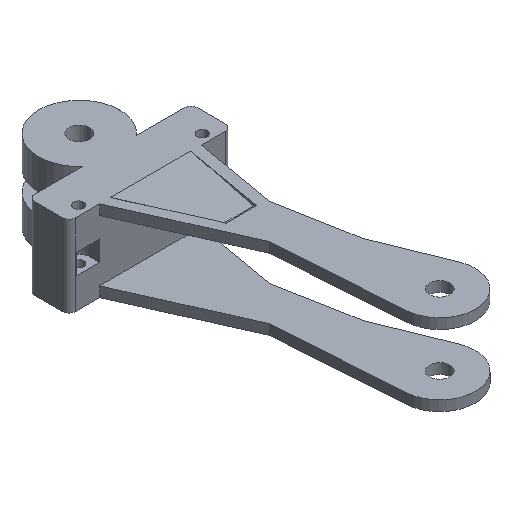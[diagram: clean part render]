
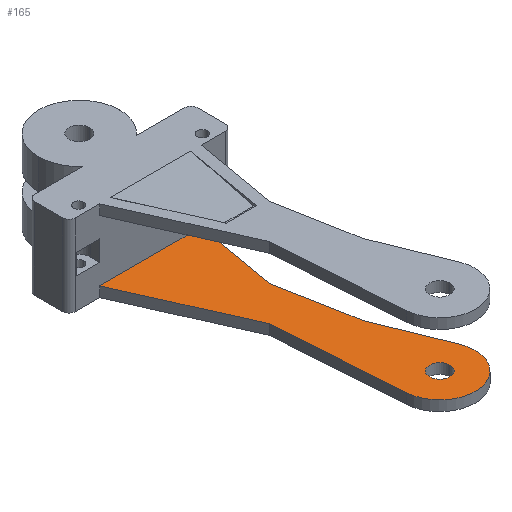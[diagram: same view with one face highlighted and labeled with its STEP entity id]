
A CAD part, isometric view. The second image highlights one B-rep face of the part: STEP entity #165.
In plain terms, the highlighted planar face has unit normal (0, 0, 1).
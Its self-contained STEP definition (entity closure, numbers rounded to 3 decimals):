
#38 = VERTEX_POINT ( 'NONE', #1525 ) ;
#52 = VECTOR ( 'NONE', #1035, 1000. ) ;
#70 = DIRECTION ( 'NONE',  ( -1., 0., 0. ) ) ;
#118 = CARTESIAN_POINT ( 'NONE',  ( -6.953, -20.828, 5. ) ) ;
#123 = CARTESIAN_POINT ( 'NONE',  ( -21.115, -28.763, 5. ) ) ;
#165 = ADVANCED_FACE ( 'NONE', ( #575, #2051 ), #1733, .F. ) ;
#189 = ORIENTED_EDGE ( 'NONE', *, *, #898, .F. ) ;
#205 = VERTEX_POINT ( 'NONE', #1763 ) ;
#227 = EDGE_CURVE ( 'NONE', #545, #859, #2014, .T. ) ;
#254 = EDGE_CURVE ( 'NONE', #205, #290, #1271, .T. ) ;
#255 = DIRECTION ( 'NONE',  ( -1., 0., 0. ) ) ;
#290 = VERTEX_POINT ( 'NONE', #292 ) ;
#292 = CARTESIAN_POINT ( 'NONE',  ( -25., -20., 5. ) ) ;
#340 = ORIENTED_EDGE ( 'NONE', *, *, #952, .T. ) ;
#379 = DIRECTION ( 'NONE',  ( -0.069, 0.998, 0. ) ) ;
#420 = VERTEX_POINT ( 'NONE', #1981 ) ;
#422 = CARTESIAN_POINT ( 'NONE',  ( 22.5, -140., 5. ) ) ;
#433 = CARTESIAN_POINT ( 'NONE',  ( 28.269, -1.46, 5. ) ) ;
#453 = AXIS2_PLACEMENT_3D ( 'NONE', #422, #1743, #255 ) ;
#488 = AXIS2_PLACEMENT_3D ( 'NONE', #2086, #1566, #70 ) ;
#544 = LINE ( 'NONE', #2063, #52 ) ;
#545 = VERTEX_POINT ( 'NONE', #1448 ) ;
#575 = FACE_BOUND ( 'NONE', #1047, .T. ) ;
#587 = LINE ( 'NONE', #433, #1826 ) ;
#593 = EDGE_CURVE ( 'NONE', #1862, #38, #2110, .T. ) ;
#642 = CARTESIAN_POINT ( 'NONE',  ( 25.186, -100.064, 5. ) ) ;
#710 = DIRECTION ( 'NONE',  ( 0., 0., -1. ) ) ;
#712 = ORIENTED_EDGE ( 'NONE', *, *, #1806, .F. ) ;
#772 = VERTEX_POINT ( 'NONE', #1668 ) ;
#832 = VECTOR ( 'NONE', #1436, 1000. ) ;
#859 = VERTEX_POINT ( 'NONE', #1711 ) ;
#868 = AXIS2_PLACEMENT_3D ( 'NONE', #1596, #710, #1382 ) ;
#876 = VECTOR ( 'NONE', #1256, 1000. ) ;
#898 = EDGE_CURVE ( 'NONE', #772, #205, #1865, .T. ) ;
#952 = EDGE_CURVE ( 'NONE', #859, #545, #1851, .T. ) ;
#993 = DIRECTION ( 'NONE',  ( -1., 0., 0. ) ) ;
#1011 = VECTOR ( 'NONE', #379, 1000. ) ;
#1035 = DIRECTION ( 'NONE',  ( 0.184, -0.983, 0. ) ) ;
#1047 = EDGE_LOOP ( 'NONE', ( #340, #1834 ) ) ;
#1049 = CARTESIAN_POINT ( 'NONE',  ( 17.815, -60.749, 5. ) ) ;
#1099 = LINE ( 'NONE', #1460, #876 ) ;
#1101 = DIRECTION ( 'NONE',  ( 0.376, -0.927, 0. ) ) ;
#1130 = ORIENTED_EDGE ( 'NONE', *, *, #1990, .F. ) ;
#1163 = ORIENTED_EDGE ( 'NONE', *, *, #2069, .F. ) ;
#1256 = DIRECTION ( 'NONE',  ( 1., 0., 0. ) ) ;
#1265 = DIRECTION ( 'NONE',  ( -0.174, -0.985, 0. ) ) ;
#1269 = VECTOR ( 'NONE', #1101, 1000. ) ;
#1271 = LINE ( 'NONE', #123, #832 ) ;
#1277 = AXIS2_PLACEMENT_3D ( 'NONE', #1348, #1815, #993 ) ;
#1348 = CARTESIAN_POINT ( 'NONE',  ( 22.5, -140., 5. ) ) ;
#1382 = DIRECTION ( 'NONE',  ( -1., 0., 0. ) ) ;
#1435 = ORIENTED_EDGE ( 'NONE', *, *, #2082, .F. ) ;
#1436 = DIRECTION ( 'NONE',  ( -0.405, 0.914, 0. ) ) ;
#1448 = CARTESIAN_POINT ( 'NONE',  ( 27.5, -140., 5. ) ) ;
#1460 = CARTESIAN_POINT ( 'NONE',  ( 37., -20., 5. ) ) ;
#1493 = EDGE_LOOP ( 'NONE', ( #1435, #1801, #189, #712, #1709, #1130, #1163 ) ) ;
#1525 = CARTESIAN_POINT ( 'NONE',  ( 38.717, -133.422, 5. ) ) ;
#1554 = CARTESIAN_POINT ( 'NONE',  ( -4.267, -5.838, 5. ) ) ;
#1566 = DIRECTION ( 'NONE',  ( 0., 0., -1. ) ) ;
#1596 = CARTESIAN_POINT ( 'NONE',  ( 22.5, -140., 5. ) ) ;
#1668 = CARTESIAN_POINT ( 'NONE',  ( 5.041, -141.201, 5. ) ) ;
#1709 = ORIENTED_EDGE ( 'NONE', *, *, #593, .F. ) ;
#1711 = CARTESIAN_POINT ( 'NONE',  ( 17.5, -140., 5. ) ) ;
#1733 = PLANE ( 'NONE',  #488 ) ;
#1743 = DIRECTION ( 'NONE',  ( 0., 0., -1. ) ) ;
#1763 = CARTESIAN_POINT ( 'NONE',  ( 0.692, -77.955, 5. ) ) ;
#1801 = ORIENTED_EDGE ( 'NONE', *, *, #254, .F. ) ;
#1806 = EDGE_CURVE ( 'NONE', #38, #772, #1807, .T. ) ;
#1807 = CIRCLE ( 'NONE', #1277, 17.5 ) ;
#1815 = DIRECTION ( 'NONE',  ( 0., 0., -1. ) ) ;
#1826 = VECTOR ( 'NONE', #1265, 1000. ) ;
#1834 = ORIENTED_EDGE ( 'NONE', *, *, #227, .T. ) ;
#1851 = CIRCLE ( 'NONE', #453, 5. ) ;
#1862 = VERTEX_POINT ( 'NONE', #642 ) ;
#1865 = LINE ( 'NONE', #1554, #1011 ) ;
#1981 = CARTESIAN_POINT ( 'NONE',  ( 25., -20., 5. ) ) ;
#1990 = EDGE_CURVE ( 'NONE', #2019, #1862, #544, .T. ) ;
#2014 = CIRCLE ( 'NONE', #868, 5. ) ;
#2019 = VERTEX_POINT ( 'NONE', #1049 ) ;
#2051 = FACE_OUTER_BOUND ( 'NONE', #1493, .T. ) ;
#2063 = CARTESIAN_POINT ( 'NONE',  ( 8.006, -8.436, 5. ) ) ;
#2069 = EDGE_CURVE ( 'NONE', #420, #2019, #587, .T. ) ;
#2082 = EDGE_CURVE ( 'NONE', #290, #420, #1099, .T. ) ;
#2086 = CARTESIAN_POINT ( 'NONE',  ( 22.5, -140., 5. ) ) ;
#2110 = LINE ( 'NONE', #118, #1269 ) ;
